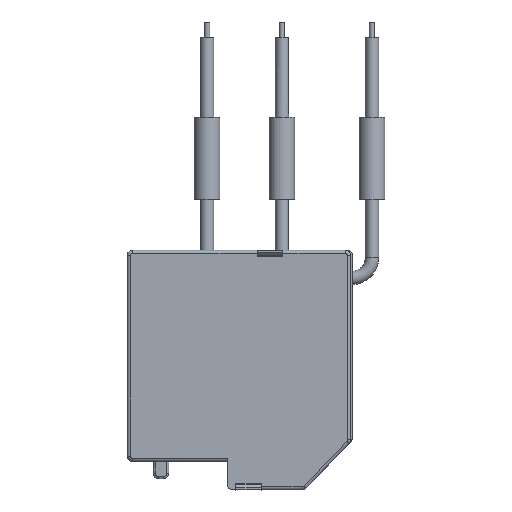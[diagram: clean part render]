
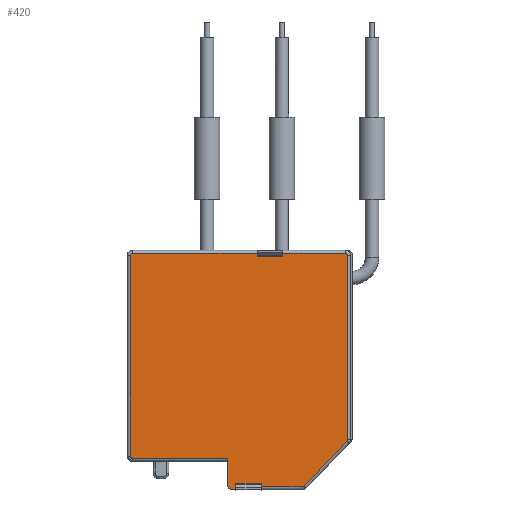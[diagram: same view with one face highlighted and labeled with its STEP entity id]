
A CAD part, front view. The second image highlights one B-rep face of the part: STEP entity #420.
In plain terms, the highlighted planar face has unit normal (0, -1, 0).
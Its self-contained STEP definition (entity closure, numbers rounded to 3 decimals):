
#196=PLANE('',#4249);
#420=ADVANCED_FACE('',(#623),#196,.T.);
#623=FACE_OUTER_BOUND('',#811,.T.);
#811=EDGE_LOOP('',(#1802,#1803,#1804,#1805,#1806,#1807,#1808,#1809,#1810,
#1811,#1812,#1813,#1814,#1815,#1816,#1817,#1818,#1819,#1820,#1821,#1822));
#963=CIRCLE('',#4187,0.2);
#965=CIRCLE('',#4195,0.5);
#987=CIRCLE('',#4238,0.2);
#990=CIRCLE('',#4242,0.2);
#993=CIRCLE('',#4246,0.2);
#994=CIRCLE('',#4248,0.2);
#1802=ORIENTED_EDGE('',*,*,#3027,.T.);
#1803=ORIENTED_EDGE('',*,*,#3025,.T.);
#1804=ORIENTED_EDGE('',*,*,#3023,.T.);
#1805=ORIENTED_EDGE('',*,*,#3021,.T.);
#1806=ORIENTED_EDGE('',*,*,#3019,.T.);
#1807=ORIENTED_EDGE('',*,*,#3016,.T.);
#1808=ORIENTED_EDGE('',*,*,#3014,.T.);
#1809=ORIENTED_EDGE('',*,*,#2682,.F.);
#1810=ORIENTED_EDGE('',*,*,#2687,.F.);
#1811=ORIENTED_EDGE('',*,*,#2893,.T.);
#1812=ORIENTED_EDGE('',*,*,#3029,.T.);
#1813=ORIENTED_EDGE('',*,*,#2969,.T.);
#1814=ORIENTED_EDGE('',*,*,#2966,.T.);
#1815=ORIENTED_EDGE('',*,*,#2963,.T.);
#1816=ORIENTED_EDGE('',*,*,#2978,.T.);
#1817=ORIENTED_EDGE('',*,*,#2979,.T.);
#1818=ORIENTED_EDGE('',*,*,#2724,.T.);
#1819=ORIENTED_EDGE('',*,*,#2732,.T.);
#1820=ORIENTED_EDGE('',*,*,#2716,.F.);
#1821=ORIENTED_EDGE('',*,*,#2721,.F.);
#1822=ORIENTED_EDGE('',*,*,#3028,.T.);
#2211=VERTEX_POINT('',#5877);
#2212=VERTEX_POINT('',#5879);
#2215=VERTEX_POINT('',#5887);
#2237=VERTEX_POINT('',#5959);
#2238=VERTEX_POINT('',#5961);
#2241=VERTEX_POINT('',#5969);
#2243=VERTEX_POINT('',#5975);
#2244=VERTEX_POINT('',#5977);
#2375=VERTEX_POINT('',#6326);
#2411=VERTEX_POINT('',#6487);
#2414=VERTEX_POINT('',#6492);
#2415=VERTEX_POINT('',#6496);
#2417=VERTEX_POINT('',#6517);
#2420=VERTEX_POINT('',#6534);
#2440=VERTEX_POINT('',#6697);
#2441=VERTEX_POINT('',#6701);
#2442=VERTEX_POINT('',#6705);
#2443=VERTEX_POINT('',#6724);
#2444=VERTEX_POINT('',#6728);
#2445=VERTEX_POINT('',#6747);
#2446=VERTEX_POINT('',#6751);
#2682=EDGE_CURVE('',#2211,#2212,#3260,.T.);
#2687=EDGE_CURVE('',#2215,#2211,#3264,.T.);
#2716=EDGE_CURVE('',#2237,#2238,#3285,.T.);
#2721=EDGE_CURVE('',#2241,#2237,#3289,.T.);
#2724=EDGE_CURVE('',#2244,#2243,#3292,.T.);
#2732=EDGE_CURVE('',#2243,#2238,#3300,.T.);
#2893=EDGE_CURVE('',#2215,#2375,#3434,.T.);
#2963=EDGE_CURVE('',#2411,#2414,#3475,.T.);
#2966=EDGE_CURVE('',#2415,#2411,#963,.T.);
#2969=EDGE_CURVE('',#2417,#2415,#3477,.T.);
#2978=EDGE_CURVE('',#2414,#2420,#3485,.T.);
#2979=EDGE_CURVE('',#2420,#2244,#965,.T.);
#3014=EDGE_CURVE('',#2440,#2212,#3500,.T.);
#3016=EDGE_CURVE('',#2441,#2440,#3501,.T.);
#3019=EDGE_CURVE('',#2442,#2441,#987,.T.);
#3021=EDGE_CURVE('',#2443,#2442,#3502,.T.);
#3023=EDGE_CURVE('',#2444,#2443,#990,.T.);
#3025=EDGE_CURVE('',#2445,#2444,#3503,.T.);
#3027=EDGE_CURVE('',#2446,#2445,#993,.T.);
#3028=EDGE_CURVE('',#2241,#2446,#3504,.T.);
#3029=EDGE_CURVE('',#2375,#2417,#994,.T.);
#3260=LINE('',#5878,#3706);
#3264=LINE('',#5888,#3710);
#3285=LINE('',#5960,#3731);
#3289=LINE('',#5970,#3735);
#3292=LINE('',#5976,#3738);
#3300=LINE('',#5989,#3746);
#3434=LINE('',#6327,#3880);
#3475=LINE('',#6493,#3921);
#3477=LINE('',#6520,#3923);
#3485=LINE('',#6535,#3931);
#3500=LINE('',#6696,#3946);
#3501=LINE('',#6700,#3947);
#3502=LINE('',#6725,#3948);
#3503=LINE('',#6748,#3949);
#3504=LINE('',#6769,#3950);
#3706=VECTOR('',#4585,1.);
#3710=VECTOR('',#4593,1.);
#3731=VECTOR('',#4640,1.);
#3735=VECTOR('',#4648,1.);
#3738=VECTOR('',#4653,1.);
#3746=VECTOR('',#4663,1.);
#3880=VECTOR('',#4905,1.);
#3921=VECTOR('',#5054,1.);
#3923=VECTOR('',#5066,1.);
#3931=VECTOR('',#5084,1.);
#3946=VECTOR('',#5177,1.);
#3947=VECTOR('',#5182,1.);
#3948=VECTOR('',#5193,1.);
#3949=VECTOR('',#5202,1.);
#3950=VECTOR('',#5209,1.);
#4187=AXIS2_PLACEMENT_3D('',#6499,#5061,#5062);
#4195=AXIS2_PLACEMENT_3D('',#6537,#5087,#5088);
#4238=AXIS2_PLACEMENT_3D('',#6706,#5189,#5190);
#4242=AXIS2_PLACEMENT_3D('',#6729,#5198,#5199);
#4246=AXIS2_PLACEMENT_3D('',#6752,#5207,#5208);
#4248=AXIS2_PLACEMENT_3D('',#6771,#5212,#5213);
#4249=AXIS2_PLACEMENT_3D('',#6772,#5214,#5215);
#4585=DIRECTION('',(1.,0.,0.));
#4593=DIRECTION('',(0.,0.,-1.));
#4640=DIRECTION('',(-1.,0.,0.));
#4648=DIRECTION('',(0.,0.,1.));
#4653=DIRECTION('',(1.,0.,0.));
#4663=DIRECTION('',(0.,0.,1.));
#4905=DIRECTION('',(-1.,0.,0.));
#5054=DIRECTION('',(1.,0.,0.));
#5061=DIRECTION('',(0.,-1.,0.));
#5062=DIRECTION('',(0.,0.,-1.));
#5066=DIRECTION('',(0.,0.,-1.));
#5084=DIRECTION('',(0.,0.,-1.));
#5087=DIRECTION('',(0.,-1.,0.));
#5088=DIRECTION('',(-1.,0.,0.));
#5177=DIRECTION('',(0.,0.,-1.));
#5182=DIRECTION('',(-1.,0.,0.));
#5189=DIRECTION('',(0.,-1.,0.));
#5190=DIRECTION('',(0.,0.,-1.));
#5193=DIRECTION('',(0.,0.,1.));
#5198=DIRECTION('',(0.,-1.,0.));
#5199=DIRECTION('',(0.,0.,-1.));
#5202=DIRECTION('',(0.692,0.,0.722));
#5207=DIRECTION('',(0.,-1.,0.));
#5208=DIRECTION('',(0.,0.,-1.));
#5209=DIRECTION('',(1.,0.,0.));
#5212=DIRECTION('',(0.,-1.,0.));
#5213=DIRECTION('',(0.,0.,-1.));
#5214=DIRECTION('',(0.,-1.,0.));
#5215=DIRECTION('',(1.,0.,0.));
#5877=CARTESIAN_POINT('',(0.,8.575,-0.975));
#5878=CARTESIAN_POINT('',(0.,8.575,-0.975));
#5879=CARTESIAN_POINT('',(2.5,8.575,-0.975));
#5887=CARTESIAN_POINT('',(0.,8.575,-0.675));
#5888=CARTESIAN_POINT('',(0.,8.575,-15.275));
#5959=CARTESIAN_POINT('',(0.4,8.575,-23.175));
#5960=CARTESIAN_POINT('',(0.4,8.575,-23.175));
#5961=CARTESIAN_POINT('',(-2.1,8.575,-23.175));
#5969=CARTESIAN_POINT('',(0.4,8.575,-23.475));
#5970=CARTESIAN_POINT('',(0.4,8.575,-23.275));
#5975=CARTESIAN_POINT('',(-2.1,8.575,-23.775));
#5976=CARTESIAN_POINT('',(-2.4,8.575,-23.775));
#5977=CARTESIAN_POINT('',(-2.4,8.575,-23.775));
#5989=CARTESIAN_POINT('',(-2.1,8.575,-23.775));
#6326=CARTESIAN_POINT('',(-12.2,8.575,-0.675));
#6327=CARTESIAN_POINT('',(0.,8.575,-0.675));
#6487=CARTESIAN_POINT('',(-12.2,8.575,-20.675));
#6492=CARTESIAN_POINT('',(-2.9,8.575,-20.675));
#6493=CARTESIAN_POINT('',(-12.2,8.575,-20.675));
#6496=CARTESIAN_POINT('',(-12.4,8.575,-20.475));
#6499=CARTESIAN_POINT('',(-12.2,8.575,-20.475));
#6517=CARTESIAN_POINT('',(-12.4,8.575,-0.875));
#6520=CARTESIAN_POINT('',(-12.4,8.575,-0.875));
#6534=CARTESIAN_POINT('',(-2.9,8.575,-23.275));
#6535=CARTESIAN_POINT('',(-2.9,8.575,-20.675));
#6537=CARTESIAN_POINT('',(-2.4,8.575,-23.275));
#6696=CARTESIAN_POINT('',(2.5,8.575,-15.275));
#6697=CARTESIAN_POINT('',(2.5,8.575,-0.675));
#6700=CARTESIAN_POINT('',(8.6,8.575,-0.675));
#6701=CARTESIAN_POINT('',(8.6,8.575,-0.675));
#6705=CARTESIAN_POINT('',(8.8,8.575,-0.875));
#6706=CARTESIAN_POINT('',(8.6,8.575,-0.875));
#6724=CARTESIAN_POINT('',(8.8,8.575,-18.874));
#6725=CARTESIAN_POINT('',(8.8,8.575,-18.874));
#6728=CARTESIAN_POINT('',(8.744,8.575,-19.013));
#6729=CARTESIAN_POINT('',(8.6,8.575,-18.874));
#6747=CARTESIAN_POINT('',(4.531,8.575,-23.413));
#6748=CARTESIAN_POINT('',(4.531,8.575,-23.413));
#6751=CARTESIAN_POINT('',(4.386,8.575,-23.475));
#6752=CARTESIAN_POINT('',(4.386,8.575,-23.275));
#6769=CARTESIAN_POINT('',(0.4,8.575,-23.475));
#6771=CARTESIAN_POINT('',(-12.2,8.575,-0.875));
#6772=CARTESIAN_POINT('',(0.,8.575,-15.275));
